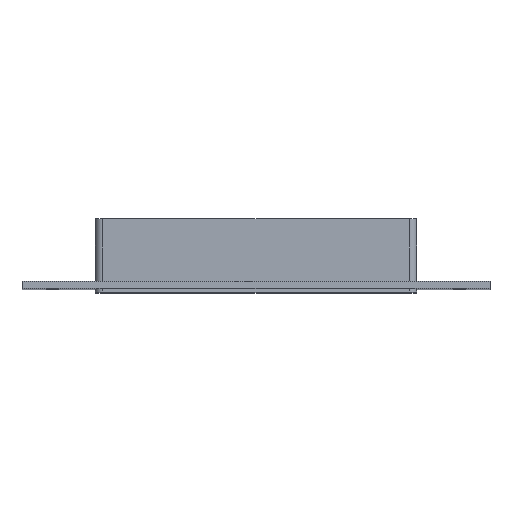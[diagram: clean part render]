
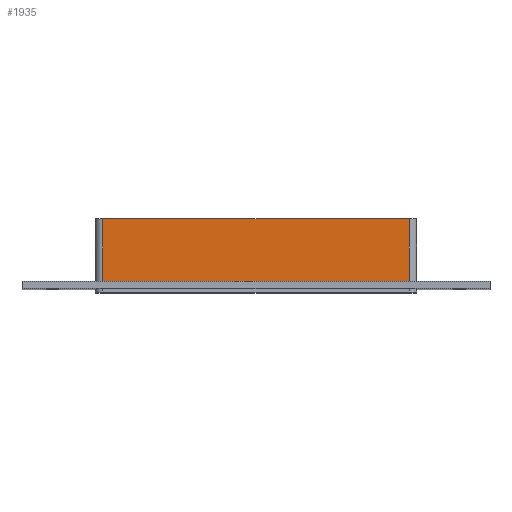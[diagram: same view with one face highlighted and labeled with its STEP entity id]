
A CAD part, top view. The second image highlights one B-rep face of the part: STEP entity #1935.
In plain terms, the highlighted planar face has unit normal (0, 0, 1).
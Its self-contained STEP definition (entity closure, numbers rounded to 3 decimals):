
#866=CARTESIAN_POINT('',(-125.5,57.0,230.));
#867=VERTEX_POINT('',#866);
#875=CARTESIAN_POINT('',(125.5,57.0,230.));
#876=VERTEX_POINT('',#875);
#877=CARTESIAN_POINT('',(-125.5,57.0,230.));
#878=DIRECTION('',(1.0,0.0,0.0));
#879=VECTOR('',#878,251.);
#880=LINE('',#877,#879);
#881=EDGE_CURVE('',#867,#876,#880,.T.);
#1280=CARTESIAN_POINT('',(125.5,6.,230.));
#1281=VERTEX_POINT('',#1280);
#1289=CARTESIAN_POINT('',(-125.5,6.,230.));
#1290=VERTEX_POINT('',#1289);
#1291=CARTESIAN_POINT('',(-125.5,6.,230.));
#1292=DIRECTION('',(1.0,0.0,0.0));
#1293=VECTOR('',#1292,251.);
#1294=LINE('',#1291,#1293);
#1295=EDGE_CURVE('',#1290,#1281,#1294,.T.);
#1609=CARTESIAN_POINT('',(125.5,57.0,230.));
#1610=DIRECTION('',(0.0,-1.0,0.0));
#1611=VECTOR('',#1610,51.0);
#1612=LINE('',#1609,#1611);
#1613=EDGE_CURVE('',#876,#1281,#1612,.T.);
#1913=CARTESIAN_POINT('',(-125.5,6.,230.));
#1914=DIRECTION('',(0.0,1.0,0.0));
#1915=VECTOR('',#1914,51.0);
#1916=LINE('',#1913,#1915);
#1917=EDGE_CURVE('',#1290,#867,#1916,.T.);
#1924=CARTESIAN_POINT('',(-131.5,0.0,230.));
#1925=DIRECTION('',(0.0,0.0,1.0));
#1926=DIRECTION('',(1.0,0.0,0.0));
#1927=AXIS2_PLACEMENT_3D('',#1924,#1925,#1926);
#1928=PLANE('',#1927);
#1929=ORIENTED_EDGE('',*,*,#1295,.T.);
#1930=ORIENTED_EDGE('',*,*,#1613,.F.);
#1931=ORIENTED_EDGE('',*,*,#881,.F.);
#1932=ORIENTED_EDGE('',*,*,#1917,.F.);
#1933=EDGE_LOOP('',(#1929,#1930,#1931,#1932));
#1934=FACE_OUTER_BOUND('',#1933,.T.);
#1935=ADVANCED_FACE('',(#1934),#1928,.T.);
